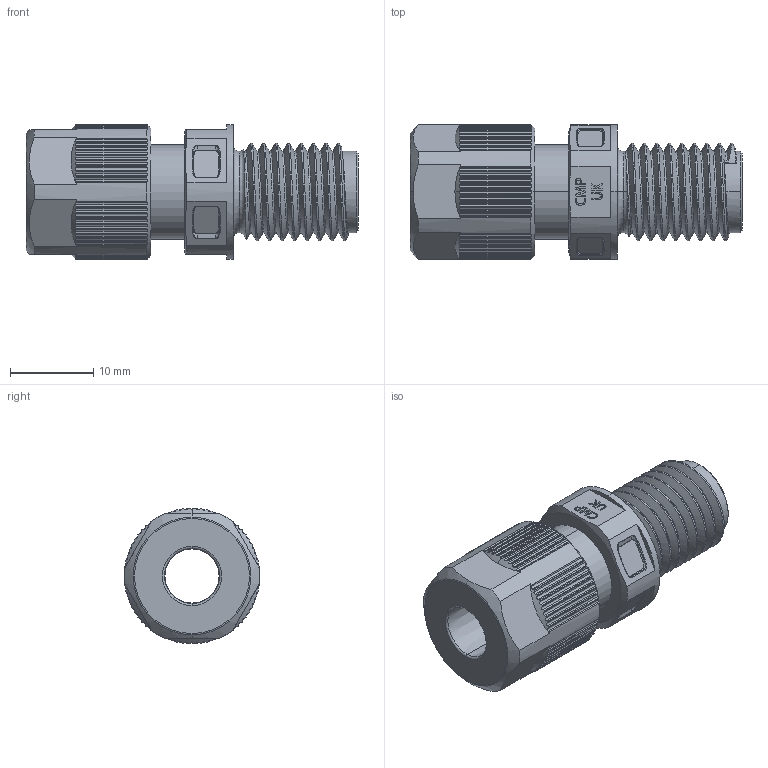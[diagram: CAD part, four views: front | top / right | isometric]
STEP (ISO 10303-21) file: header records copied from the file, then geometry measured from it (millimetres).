
FILE_DESCRIPTION (( 'STEP AP203' ), '1' );
FILE_NAME ('12TSPE1TAL.STEP', '2022-01-07T09:51:49', ( '' ), ( '' ), 'SwSTEP 2.0', 'SolidWorks 2017', '' );
FILE_SCHEMA (( 'CONFIG_CONTROL_DESIGN' ));
Length unit declared in the file: millimetre
Products named in the file (1): 12TSPE1TAL
Bounding box: 39.91 x 16.34 x 16.34 mm (x, y, z)
Surface area: 3716.2 mm2 (no closed solid volume)
Topology: 0 solids, 2 shells, 565 faces, 1573 edges, 1024 vertices
Faces by surface type: plane 248, cylinder 195, bspline 95, cone 17, torus 10
Entity records: 26155 total; most frequent: CARTESIAN_POINT 13020, ORIENTED_EDGE 3116, DIRECTION 2170, EDGE_CURVE 1573, VERTEX_POINT 1024, AXIS2_PLACEMENT_3D 730, VECTOR 710, LINE 710
